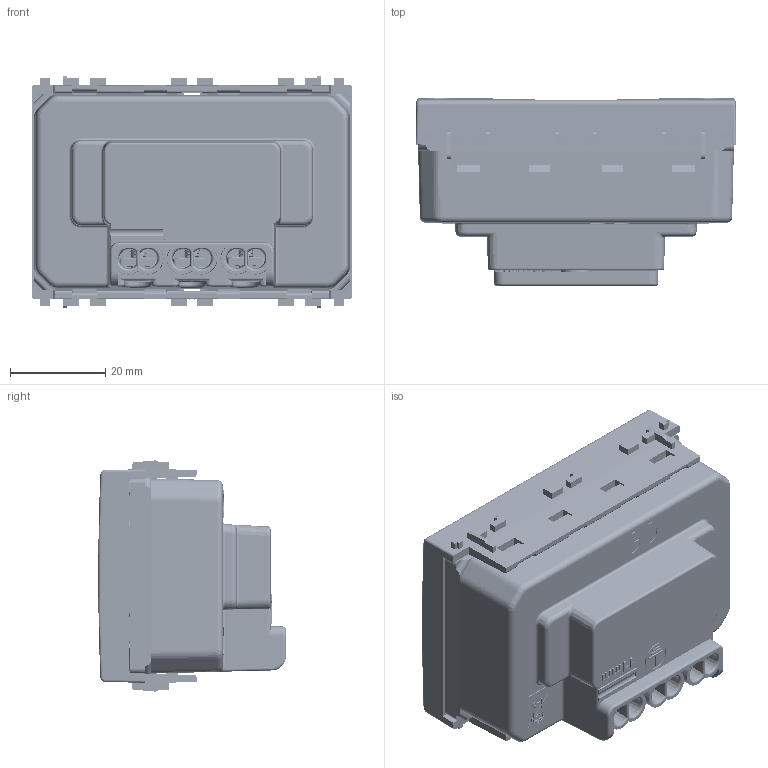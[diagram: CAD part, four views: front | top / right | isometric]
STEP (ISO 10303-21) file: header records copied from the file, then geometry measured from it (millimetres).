
FILE_DESCRIPTION (( 'STEP AP214' ), '1' );
FILE_NAME ('4BOX-P503-ARKE.STEP', '2024-08-28T01:57:22', ( '' ), ( '' ), 'SwSTEP 2.0', 'SolidWorks 2016', '' );
FILE_SCHEMA (( 'AUTOMOTIVE_DESIGN' ));
Length unit declared in the file: millimetre
Products named in the file (22): LF40311-P042; BHDT008; 諾陑穩隊_2; LF40311-P002-5-14; LF40311-A001-7-22; LK42207042-; LF40311-UP008-5-13; BHDT009; LK40207050; M3.5X6; 2.5豜肣穩隊-; LF40311-UP016-5-13; D801005049-; BHDT084; 31285044-; 4BOX-P503-ARKE; LF40311-UP046; LK42207043-; BHDP021; BHDP; BHP30084; LF40311-UP009-5-13
Assembly tree (31 placements, depth 3):
  4BOX-P503-ARKE
    BHDP
      BHDT009
      BHDT008
      BHDT084  x2
      BHDP021
    31285044-
    2.5豜肣穩隊-
    D801005049-
    M3.5X6  x3
    LK40207050  x3
    LF40311-P042  x2
    LF40311-UP009-5-13  x2
    BHP30084  x2
    LF40311-UP008-5-13  x2
    LK42207042-
    LK42207043-
    LF40311-UP016-5-13
    LF40311-P002-5-14
    LF40311-A001-7-22
    LF40311-UP046
    諾陑穩隊_2  x2
Bounding box: 67.15 x 39.3 x 48.45 mm (x, y, z)
Volume: 34623.1 mm3; surface area: 61670.1 mm2
Topology: 28 solids, 34 shells, 5521 faces, 15356 edges, 9972 vertices
Faces by surface type: plane 2983, cylinder 1321, bspline 889, cone 228, torus 87, sphere 13
Entity records: 183788 total; most frequent: CARTESIAN_POINT 73397, ORIENTED_EDGE 25210, DIRECTION 19299, EDGE_CURVE 12607, VERTEX_POINT 8222, VECTOR 8003, LINE 8003, AXIS2_PLACEMENT_3D 5648
